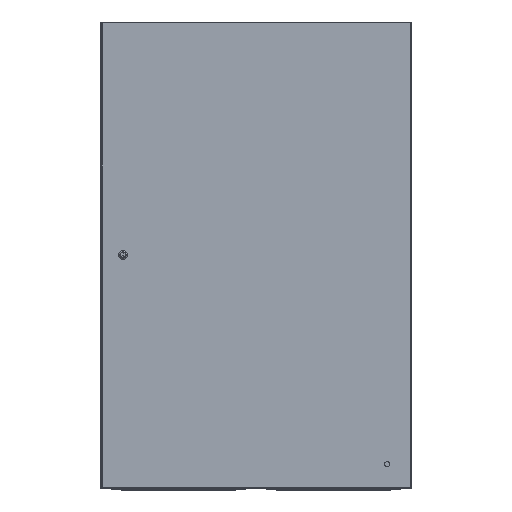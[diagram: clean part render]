
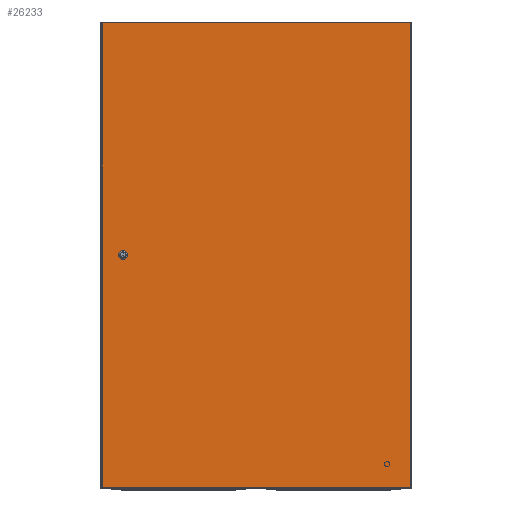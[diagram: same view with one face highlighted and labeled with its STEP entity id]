
A CAD part, top view. The second image highlights one B-rep face of the part: STEP entity #26233.
In plain terms, the highlighted planar face has unit normal (0, 0, 1).
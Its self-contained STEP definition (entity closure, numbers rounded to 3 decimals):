
#168 = EDGE_CURVE ( 'NONE', #28585, #607, #18271, .T. ) ;
#281 = CARTESIAN_POINT ( 'NONE',  ( -397.5, 598.5, 0. ) ) ;
#607 = VERTEX_POINT ( 'NONE', #18693 ) ;
#2126 = CARTESIAN_POINT ( 'NONE',  ( 397.5, 598.5, 0. ) ) ;
#2948 = DIRECTION ( 'NONE',  ( 1., 0., 0. ) ) ;
#3058 = LINE ( 'NONE', #10654, #34720 ) ;
#4216 = EDGE_CURVE ( 'NONE', #20618, #7191, #14674, .T. ) ;
#6399 = VECTOR ( 'NONE', #39919, 1000. ) ;
#6517 = ORIENTED_EDGE ( 'NONE', *, *, #21709, .T. ) ;
#6628 = DIRECTION ( 'NONE',  ( 0., 0., 1. ) ) ;
#7191 = VERTEX_POINT ( 'NONE', #43966 ) ;
#7197 = AXIS2_PLACEMENT_3D ( 'NONE', #27654, #20266, #40065 ) ;
#7223 = CARTESIAN_POINT ( 'NONE',  ( 397.5, 598.5, 0. ) ) ;
#9451 = VECTOR ( 'NONE', #10586, 1000. ) ;
#10107 = ORIENTED_EDGE ( 'NONE', *, *, #4216, .F. ) ;
#10459 = DIRECTION ( 'NONE',  ( 1., 0., 0. ) ) ;
#10586 = DIRECTION ( 'NONE',  ( 0., -1., 0. ) ) ;
#10654 = CARTESIAN_POINT ( 'NONE',  ( -397.5, 598.5, 0. ) ) ;
#11015 = EDGE_LOOP ( 'NONE', ( #47825, #10107 ) ) ;
#13852 = CARTESIAN_POINT ( 'NONE',  ( -354., 0., 0. ) ) ;
#14046 = CARTESIAN_POINT ( 'NONE',  ( -397.5, -598.5, 0. ) ) ;
#14106 = DIRECTION ( 'NONE',  ( -1., 0., 0. ) ) ;
#14674 = CIRCLE ( 'NONE', #38962, 11.5 ) ;
#16760 = VERTEX_POINT ( 'NONE', #29259 ) ;
#17671 = FACE_OUTER_BOUND ( 'NONE', #40717, .T. ) ;
#18271 = LINE ( 'NONE', #26137, #46931 ) ;
#18513 = DIRECTION ( 'NONE',  ( 1., 0., 0. ) ) ;
#18693 = CARTESIAN_POINT ( 'NONE',  ( 397.5, -598.5, 0. ) ) ;
#20266 = DIRECTION ( 'NONE',  ( 0., 0., 1. ) ) ;
#20618 = VERTEX_POINT ( 'NONE', #13852 ) ;
#21310 = CIRCLE ( 'NONE', #7197, 11.5 ) ;
#21709 = EDGE_CURVE ( 'NONE', #607, #30039, #32327, .T. ) ;
#21840 = PLANE ( 'NONE',  #37197 ) ;
#24486 = ORIENTED_EDGE ( 'NONE', *, *, #168, .T. ) ;
#25870 = ORIENTED_EDGE ( 'NONE', *, *, #33214, .T. ) ;
#26137 = CARTESIAN_POINT ( 'NONE',  ( -397.5, -598.5, 0. ) ) ;
#26233 = ADVANCED_FACE ( 'NONE', ( #29711, #17671 ), #21840, .T. ) ;
#27654 = CARTESIAN_POINT ( 'NONE',  ( -342.5, 0., 0. ) ) ;
#28585 = VERTEX_POINT ( 'NONE', #14046 ) ;
#28628 = ORIENTED_EDGE ( 'NONE', *, *, #40124, .T. ) ;
#29259 = CARTESIAN_POINT ( 'NONE',  ( -397.5, 598.5, 0. ) ) ;
#29711 = FACE_BOUND ( 'NONE', #11015, .T. ) ;
#30039 = VERTEX_POINT ( 'NONE', #7223 ) ;
#32327 = LINE ( 'NONE', #2126, #6399 ) ;
#33214 = EDGE_CURVE ( 'NONE', #16760, #28585, #48138, .T. ) ;
#34720 = VECTOR ( 'NONE', #14106, 1000. ) ;
#37197 = AXIS2_PLACEMENT_3D ( 'NONE', #40265, #6628, #2948 ) ;
#38703 = EDGE_CURVE ( 'NONE', #7191, #20618, #21310, .T. ) ;
#38962 = AXIS2_PLACEMENT_3D ( 'NONE', #41386, #48019, #10459 ) ;
#39919 = DIRECTION ( 'NONE',  ( 0., 1., 0. ) ) ;
#40065 = DIRECTION ( 'NONE',  ( 1., 0., 0. ) ) ;
#40124 = EDGE_CURVE ( 'NONE', #30039, #16760, #3058, .T. ) ;
#40265 = CARTESIAN_POINT ( 'NONE',  ( 0., 0., 0. ) ) ;
#40717 = EDGE_LOOP ( 'NONE', ( #25870, #24486, #6517, #28628 ) ) ;
#41386 = CARTESIAN_POINT ( 'NONE',  ( -342.5, 0., 0. ) ) ;
#43966 = CARTESIAN_POINT ( 'NONE',  ( -331., 0., 0. ) ) ;
#46931 = VECTOR ( 'NONE', #18513, 1000. ) ;
#47825 = ORIENTED_EDGE ( 'NONE', *, *, #38703, .F. ) ;
#48019 = DIRECTION ( 'NONE',  ( 0., 0., 1. ) ) ;
#48138 = LINE ( 'NONE', #281, #9451 ) ;
